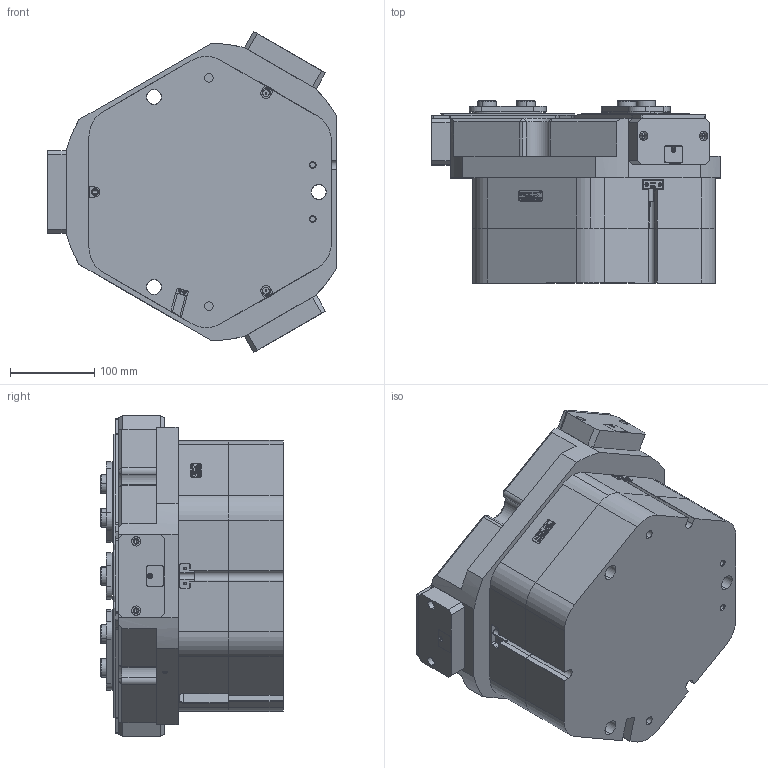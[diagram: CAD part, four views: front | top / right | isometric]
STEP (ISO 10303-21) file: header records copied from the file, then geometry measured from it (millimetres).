
FILE_DESCRIPTION (( 'STEP AP203' ), '1' );
FILE_NAME ('FZ220-352-S-P-NC.STEP', '2025-04-02T06:58:00', ( 'USER-' ), ( 'Microsoft' ), 'SwSTEP 2.0', 'SolidWorks 2018', '' );
FILE_SCHEMA (( 'CONFIG_CONTROL_DESIGN' ));
Length unit declared in the file: millimetre
Products named in the file (18): 湮覜聆假蚾璃; 内六角圆柱头螺钉[GBT70_1-2008][M3×12]; TZT220-352-M-13 痄雄結啣; TZT220-352-M-14 忒硌薊啣; 棠羲換覜ん; 32x12-R2; TZT185-292-M-15 耜猾苤裔; ﾏ擎ﾗ22｡ﾁ18｡ﾁ14; 电容传感器; 20241226-M4 M4換覜ん揤輸; TZT220-352-M-01 褲极; TZT220-352-M-12 耜猾极; TZT220-352-M-NC-05 赻坶菁裔啣; TZT220-352-M-02 賑輸-S; TZT220-352-M-20 囀笢猾啣; TZT220-352-M-11 奻葡裔啣; FZ220-352-S-P-NC; TZT220-352-M-06 笢猾啣
Assembly tree (50 placements, depth 2):
  FZ220-352-S-P-NC
    电容传感器  x2
    TZT220-352-M-01 褲极
    TZT220-352-M-06 笢猾啣
    湮覜聆假蚾璃  x3
    TZT220-352-M-20 囀笢猾啣  x3
    内六角圆柱头螺钉[GBT70_1-2008][M3×12]  x6
    20241226-M4 M4換覜ん揤輸  x2
    棠羲換覜ん  x2
    32x12-R2
    ﾏ擎ﾗ22｡ﾁ18｡ﾁ14  x12
    TZT220-352-M-02 賑輸-S  x3
    TZT220-352-M-11 奻葡裔啣
    TZT220-352-M-14 忒硌薊啣  x3
    TZT220-352-M-13 痄雄結啣  x3
    TZT220-352-M-12 耜猾极  x3
    TZT185-292-M-15 耜猾苤裔  x3
    TZT220-352-M-NC-05 赻坶菁裔啣
Bounding box: 342 x 216 x 379.82 mm (x, y, z)
Volume: 14450302.5 mm3; surface area: 1091325.5 mm2
Topology: 62 solids, 62 shells, 2987 faces, 7716 edges, 4930 vertices
Faces by surface type: plane 1391, cylinder 805, cone 388, bspline 379, torus 24
Entity records: 70810 total; most frequent: CARTESIAN_POINT 21402, ORIENTED_EDGE 10004, DIRECTION 9038, EDGE_CURVE 5002, VERTEX_POINT 3238, LINE 3232, VECTOR 3232, AXIS2_PLACEMENT_3D 2903
